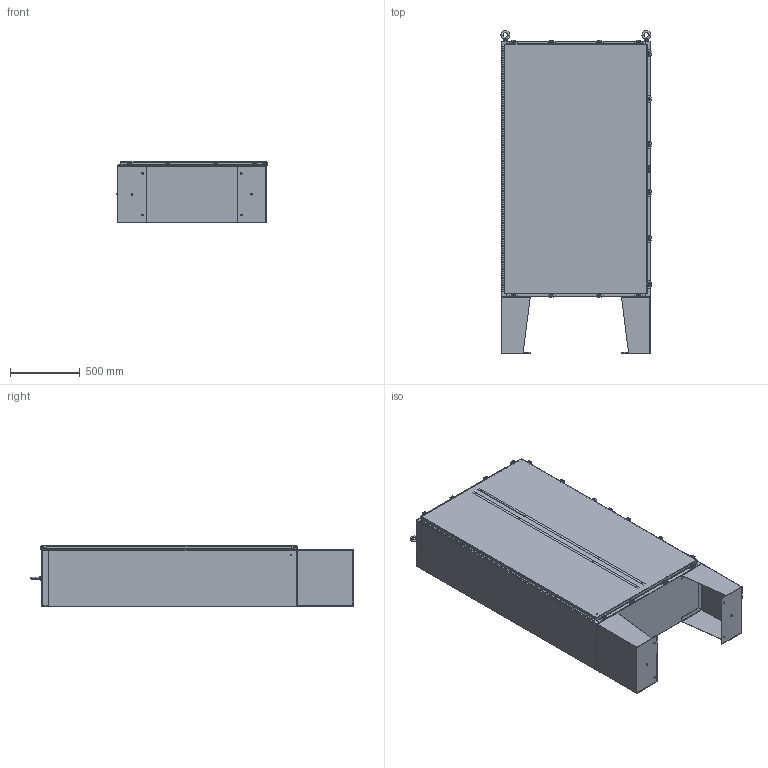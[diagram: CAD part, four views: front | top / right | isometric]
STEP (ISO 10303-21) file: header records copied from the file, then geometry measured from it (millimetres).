
FILE_DESCRIPTION (( 'STEP AP203' ), '1' );
FILE_NAME ('N72HS4216SSWPLS.STEP', '2014-03-28T16:04:05', ( 'changeme' ), ( 'Microsoft' ), 'SwSTEP 2.0', 'SolidWorks 2013', '' );
FILE_SCHEMA (( 'CONFIG_CONTROL_DESIGN' ));
Length unit declared in the file: inch
Products named in the file (27): N72HS4216SSWPLS 22104005_DEFAULT; N72HS4216SSWPLS Hinge Cover Side; 10_30 CD Stud; N72HS4216SSWPLS Clamp Top; N72HS4216SSWPLS 125 Pin Hinge; N72HS4216SSWPLS SD-LSK-Stand; N72HS4216SSWPLS Clamp Assembly; Quarter-20 CD Stud; N72HS4216SSWPLS SD-LSK - Base; N72HS4216SSWPLS Standard Clamps; N72HS4216SSWPLS Door Stiffener; N72HS4216SSWPLS SD-LSK-ASSY; N72HS4216SSWPLS Enclosure Stiffener; N72HS4216SSWPLS Padlock Hasp; Eye-Bolt_Stiffener WMT Template 1906; N72HS4216SSWPLS Cover; N72HS4216SSWPLS Padlock Staple; N72HS4216SSWPLS Backpanel; HW-EYE-NH-20425_3014T52; N72HS4216SSWPLS Body; N72HS4216SSWPLS Clamp Bracket; N72HS4216SSWPLS Mounting Studs; N72HS4216SSWPLS; N72HS4216SSWPLS Bottom; N72HS4216SSWPLS 22101002; N72HS4216SSWPLS Hinge Enclosure Side2; N72HS4216SSWPLS Top
Assembly tree (59 placements, depth 4):
  N72HS4216SSWPLS
    N72HS4216SSWPLS Backpanel
    N72HS4216SSWPLS Mounting Studs  x8
    N72HS4216SSWPLS 125 Pin Hinge
      N72HS4216SSWPLS Hinge Enclosure Side2
      N72HS4216SSWPLS Hinge Cover Side
    Quarter-20 CD Stud  x2
    N72HS4216SSWPLS Door Stiffener
    N72HS4216SSWPLS Padlock Hasp
    N72HS4216SSWPLS Padlock Staple
    N72HS4216SSWPLS Standard Clamps  x14
      N72HS4216SSWPLS Clamp Bracket
      N72HS4216SSWPLS Clamp Assembly
        N72HS4216SSWPLS 22101002  x2
        N72HS4216SSWPLS 22104005_DEFAULT
        N72HS4216SSWPLS Clamp Top
    N72HS4216SSWPLS Enclosure Stiffener  x2
    N72HS4216SSWPLS Cover
    N72HS4216SSWPLS Body
    N72HS4216SSWPLS Bottom
    N72HS4216SSWPLS Top
    10_30 CD Stud  x8
    N72HS4216SSWPLS SD-LSK-ASSY  x2
      N72HS4216SSWPLS SD-LSK-Stand
      N72HS4216SSWPLS SD-LSK - Base
    Eye-Bolt_Stiffener WMT Template 1906  x2
    HW-EYE-NH-20425_3014T52  x2
Bounding box: 1075.59 x 2311.4 x 436.9 mm (x, y, z)
Volume: 21007351 mm3; surface area: 20023256.2 mm2
Topology: 108 solids, 108 shells, 4313 faces, 10811 edges, 6774 vertices
Faces by surface type: plane 2196, cylinder 1809, cone 144, torus 128, bspline 36
Entity records: 76755 total; most frequent: CARTESIAN_POINT 13872, DIRECTION 12980, ORIENTED_EDGE 12126, EDGE_CURVE 6063, AXIS2_PLACEMENT_3D 4566, VECTOR 3848, LINE 3848, VERTEX_POINT 3738
